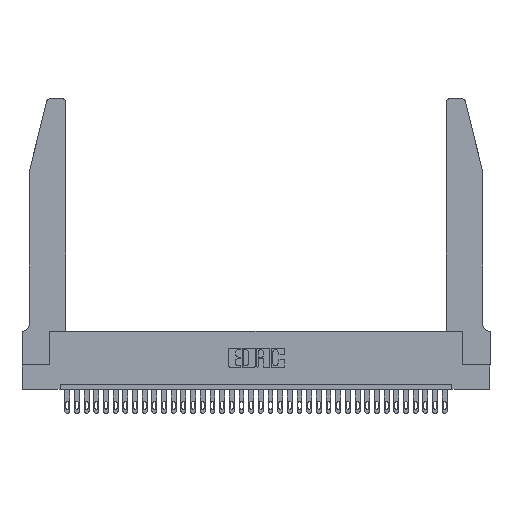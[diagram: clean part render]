
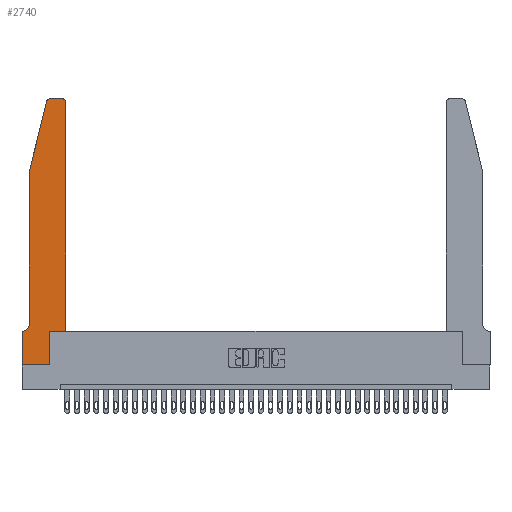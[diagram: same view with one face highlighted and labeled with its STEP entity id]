
A CAD part, top view. The second image highlights one B-rep face of the part: STEP entity #2740.
In plain terms, the highlighted planar face has unit normal (0, 0, 1).
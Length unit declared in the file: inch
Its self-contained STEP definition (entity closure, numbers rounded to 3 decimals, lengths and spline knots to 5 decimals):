
#4 = LINE ( 'NONE', #5058, #3818 ) ;
#537 = ORIENTED_EDGE ( 'NONE', *, *, #30499, .T. ) ;
#855 = CIRCLE ( 'NONE', #16239, 0.03 ) ;
#1274 = EDGE_CURVE ( 'NONE', #30042, #29008, #20045, .T. ) ;
#1304 = DIRECTION ( 'NONE',  ( -1., 0., 0. ) ) ;
#1519 = EDGE_LOOP ( 'NONE', ( #537, #26069, #18102, #11803, #4616, #21641, #29454, #16179, #14207, #2366, #3051, #8827 ) ) ;
#1689 = DIRECTION ( 'NONE',  ( 1., 0., 0. ) ) ;
#1821 = VERTEX_POINT ( 'NONE', #14475 ) ;
#2364 = CARTESIAN_POINT ( 'NONE',  ( 0.0755, 2., 0.37 ) ) ;
#2366 = ORIENTED_EDGE ( 'NONE', *, *, #12023, .T. ) ;
#2439 = CARTESIAN_POINT ( 'NONE',  ( 0., 0., 0.37 ) ) ;
#2740 = ADVANCED_FACE ( 'NONE', ( #27545 ), #11212, .T. ) ;
#2904 = CIRCLE ( 'NONE', #3311, 0.03 ) ;
#3051 = ORIENTED_EDGE ( 'NONE', *, *, #14185, .T. ) ;
#3311 = AXIS2_PLACEMENT_3D ( 'NONE', #31251, #9771, #1689 ) ;
#3683 = DIRECTION ( 'NONE',  ( 0., 0., -1. ) ) ;
#3775 = CARTESIAN_POINT ( 'NONE',  ( 0.4505, 0.35, 0.37 ) ) ;
#3818 = VECTOR ( 'NONE', #11274, 39.37008 ) ;
#4593 = LINE ( 'NONE', #28785, #7552 ) ;
#4616 = ORIENTED_EDGE ( 'NONE', *, *, #4640, .T. ) ;
#4640 = EDGE_CURVE ( 'NONE', #16466, #14688, #9758, .T. ) ;
#5001 = VERTEX_POINT ( 'NONE', #8180 ) ;
#5058 = CARTESIAN_POINT ( 'NONE',  ( 0.0755, 2., 0.37 ) ) ;
#5585 = VERTEX_POINT ( 'NONE', #15732 ) ;
#6102 = DIRECTION ( 'NONE',  ( 0., 1., 0. ) ) ;
#6140 = EDGE_CURVE ( 'NONE', #29008, #16839, #33293, .T. ) ;
#6237 = CARTESIAN_POINT ( 'NONE',  ( 0.0755, 0.35, 0.37 ) ) ;
#6390 = VERTEX_POINT ( 'NONE', #9134 ) ;
#6768 = DIRECTION ( 'NONE',  ( -1., 0., 0. ) ) ;
#6974 = VECTOR ( 'NONE', #6102, 39.37008 ) ;
#7527 = DIRECTION ( 'NONE',  ( 0., 0., 1. ) ) ;
#7552 = VECTOR ( 'NONE', #12461, 39.37008 ) ;
#7701 = VECTOR ( 'NONE', #1304, 39.37008 ) ;
#8180 = CARTESIAN_POINT ( 'NONE',  ( 0.25487, 2.72718, 0.37 ) ) ;
#8667 = EDGE_CURVE ( 'NONE', #25266, #16466, #33971, .T. ) ;
#8792 = CARTESIAN_POINT ( 'NONE',  ( 0.2865, 0.35, 0.37 ) ) ;
#8827 = ORIENTED_EDGE ( 'NONE', *, *, #29375, .T. ) ;
#9124 = CARTESIAN_POINT ( 'NONE',  ( 0.2865, 0., 0.37 ) ) ;
#9134 = CARTESIAN_POINT ( 'NONE',  ( 0.4505, 0.35, 0.37 ) ) ;
#9758 = CIRCLE ( 'NONE', #18146, 0.07 ) ;
#9771 = DIRECTION ( 'NONE',  ( 0., 0., 1. ) ) ;
#9987 = EDGE_CURVE ( 'NONE', #5585, #30042, #34741, .T. ) ;
#10089 = CARTESIAN_POINT ( 'NONE',  ( 0., 0., 0.37 ) ) ;
#10513 = EDGE_CURVE ( 'NONE', #5001, #25266, #4, .T. ) ;
#11133 = CARTESIAN_POINT ( 'NONE',  ( 0.0055, 0.35, 0.37 ) ) ;
#11212 = PLANE ( 'NONE',  #12929 ) ;
#11274 = DIRECTION ( 'NONE',  ( -0.239, -0.971, 0. ) ) ;
#11706 = LINE ( 'NONE', #3775, #15111 ) ;
#11803 = ORIENTED_EDGE ( 'NONE', *, *, #8667, .T. ) ;
#12023 = EDGE_CURVE ( 'NONE', #16839, #6390, #11706, .T. ) ;
#12461 = DIRECTION ( 'NONE',  ( -1., 0., 0. ) ) ;
#12929 = AXIS2_PLACEMENT_3D ( 'NONE', #27772, #7527, #18470 ) ;
#12951 = DIRECTION ( 'NONE',  ( 1., 0., 0. ) ) ;
#13233 = VECTOR ( 'NONE', #15894, 39.37008 ) ;
#13556 = VECTOR ( 'NONE', #25895, 39.37008 ) ;
#14185 = EDGE_CURVE ( 'NONE', #6390, #33613, #34902, .T. ) ;
#14207 = ORIENTED_EDGE ( 'NONE', *, *, #6140, .T. ) ;
#14475 = CARTESIAN_POINT ( 'NONE',  ( 0.284, 2.75, 0.37 ) ) ;
#14688 = VERTEX_POINT ( 'NONE', #11133 ) ;
#15111 = VECTOR ( 'NONE', #25660, 39.37008 ) ;
#15732 = CARTESIAN_POINT ( 'NONE',  ( 0., 0.35, 0.37 ) ) ;
#15894 = DIRECTION ( 'NONE',  ( 0., -1., 0. ) ) ;
#16179 = ORIENTED_EDGE ( 'NONE', *, *, #1274, .T. ) ;
#16239 = AXIS2_PLACEMENT_3D ( 'NONE', #29426, #29550, #26938 ) ;
#16466 = VERTEX_POINT ( 'NONE', #26873 ) ;
#16538 = VERTEX_POINT ( 'NONE', #18597 ) ;
#16839 = VERTEX_POINT ( 'NONE', #8792 ) ;
#16988 = EDGE_CURVE ( 'NONE', #1821, #5001, #2904, .T. ) ;
#18102 = ORIENTED_EDGE ( 'NONE', *, *, #10513, .T. ) ;
#18146 = AXIS2_PLACEMENT_3D ( 'NONE', #30868, #3683, #6768 ) ;
#18261 = CARTESIAN_POINT ( 'NONE',  ( 0.2865, 0.35, 0.37 ) ) ;
#18470 = DIRECTION ( 'NONE',  ( 1., 0., 0. ) ) ;
#18597 = CARTESIAN_POINT ( 'NONE',  ( 0.4205, 2.75, 0.37 ) ) ;
#20045 = LINE ( 'NONE', #10089, #25586 ) ;
#20413 = CARTESIAN_POINT ( 'NONE',  ( 0., 0., 0.37 ) ) ;
#21641 = ORIENTED_EDGE ( 'NONE', *, *, #33334, .T. ) ;
#25244 = VECTOR ( 'NONE', #34265, 39.37008 ) ;
#25266 = VERTEX_POINT ( 'NONE', #2364 ) ;
#25586 = VECTOR ( 'NONE', #12951, 39.37008 ) ;
#25660 = DIRECTION ( 'NONE',  ( 1., 0., 0. ) ) ;
#25895 = DIRECTION ( 'NONE',  ( 0., -1., 0. ) ) ;
#26069 = ORIENTED_EDGE ( 'NONE', *, *, #16988, .T. ) ;
#26873 = CARTESIAN_POINT ( 'NONE',  ( 0.0755, 0.42, 0.37 ) ) ;
#26938 = DIRECTION ( 'NONE',  ( 1., 0., 0. ) ) ;
#27545 = FACE_OUTER_BOUND ( 'NONE', #1519, .T. ) ;
#27772 = CARTESIAN_POINT ( 'NONE',  ( 0., 0.35, 0.37 ) ) ;
#28785 = CARTESIAN_POINT ( 'NONE',  ( 0.2605, 2.75, 0.37 ) ) ;
#29008 = VERTEX_POINT ( 'NONE', #9124 ) ;
#29057 = CARTESIAN_POINT ( 'NONE',  ( 0.0755, 2., 0.37 ) ) ;
#29375 = EDGE_CURVE ( 'NONE', #33613, #16538, #855, .T. ) ;
#29426 = CARTESIAN_POINT ( 'NONE',  ( 0.4205, 2.72, 0.37 ) ) ;
#29454 = ORIENTED_EDGE ( 'NONE', *, *, #9987, .T. ) ;
#29550 = DIRECTION ( 'NONE',  ( 0., 0., 1. ) ) ;
#30042 = VERTEX_POINT ( 'NONE', #2439 ) ;
#30075 = LINE ( 'NONE', #6237, #7701 ) ;
#30499 = EDGE_CURVE ( 'NONE', #16538, #1821, #4593, .T. ) ;
#30868 = CARTESIAN_POINT ( 'NONE',  ( 0.0055, 0.42, 0.37 ) ) ;
#31251 = CARTESIAN_POINT ( 'NONE',  ( 0.284, 2.72, 0.37 ) ) ;
#33293 = LINE ( 'NONE', #18261, #25244 ) ;
#33334 = EDGE_CURVE ( 'NONE', #14688, #5585, #30075, .T. ) ;
#33613 = VERTEX_POINT ( 'NONE', #34510 ) ;
#33971 = LINE ( 'NONE', #29057, #13233 ) ;
#34265 = DIRECTION ( 'NONE',  ( 0., 1., 0. ) ) ;
#34510 = CARTESIAN_POINT ( 'NONE',  ( 0.4505, 2.72, 0.37 ) ) ;
#34741 = LINE ( 'NONE', #20413, #13556 ) ;
#34902 = LINE ( 'NONE', #35025, #6974 ) ;
#35025 = CARTESIAN_POINT ( 'NONE',  ( 0.4505, 0.35, 0.37 ) ) ;
